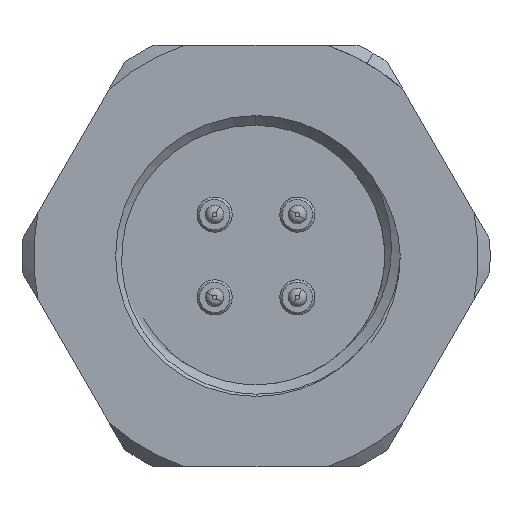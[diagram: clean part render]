
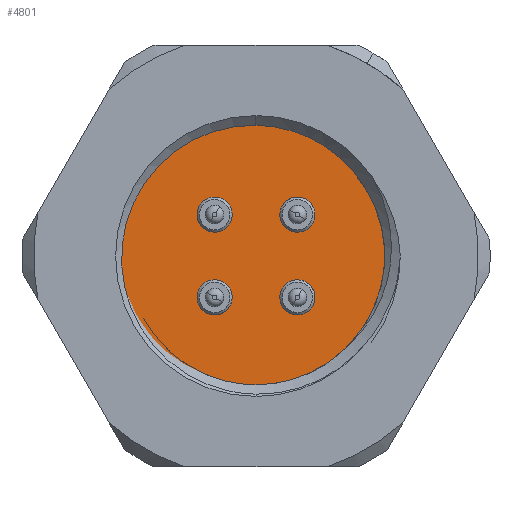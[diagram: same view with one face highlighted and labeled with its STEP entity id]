
A CAD part, left-side view. The second image highlights one B-rep face of the part: STEP entity #4801.
In plain terms, the highlighted face is planar.
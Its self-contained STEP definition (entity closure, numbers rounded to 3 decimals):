
#280 = CARTESIAN_POINT ( 'NONE',  ( 9.5, 1.768, -1.018 ) ) ;
#713 = DIRECTION ( 'NONE',  ( 0., 0., -1. ) ) ;
#805 = AXIS2_PLACEMENT_3D ( 'NONE', #14109, #5453, #3919 ) ;
#1053 = FACE_OUTER_BOUND ( 'NONE', #2905, .T. ) ;
#1158 = CIRCLE ( 'NONE', #805, 0.75 ) ;
#1160 = FACE_BOUND ( 'NONE', #12088, .T. ) ;
#1239 = DIRECTION ( 'NONE',  ( 0., 0., -1. ) ) ;
#1241 = CIRCLE ( 'NONE', #8919, 0.75 ) ;
#1493 = AXIS2_PLACEMENT_3D ( 'NONE', #11765, #15153, #6582 ) ;
#1688 = VERTEX_POINT ( 'NONE', #6690 ) ;
#1853 = EDGE_CURVE ( 'NONE', #1899, #15102, #3036, .T. ) ;
#1883 = CIRCLE ( 'NONE', #16196, 0.75 ) ;
#1899 = VERTEX_POINT ( 'NONE', #5517 ) ;
#2440 = CARTESIAN_POINT ( 'NONE',  ( 9.5, 1.768, -1.768 ) ) ;
#2471 = PLANE ( 'NONE',  #21399 ) ;
#2765 = EDGE_CURVE ( 'NONE', #19723, #5658, #7896, .T. ) ;
#2905 = EDGE_LOOP ( 'NONE', ( #3548, #17207 ) ) ;
#3012 = DIRECTION ( 'NONE',  ( 1., 0., 0. ) ) ;
#3036 = CIRCLE ( 'NONE', #20178, 0.75 ) ;
#3193 = DIRECTION ( 'NONE',  ( 0., 0., -1. ) ) ;
#3223 = AXIS2_PLACEMENT_3D ( 'NONE', #20424, #5536, #12224 ) ;
#3238 = CIRCLE ( 'NONE', #6730, 6. ) ;
#3548 = ORIENTED_EDGE ( 'NONE', *, *, #17138, .T. ) ;
#3661 = DIRECTION ( 'NONE',  ( 1., 0., 0. ) ) ;
#3772 = DIRECTION ( 'NONE',  ( 0., 0., -1. ) ) ;
#3919 = DIRECTION ( 'NONE',  ( 0., 0., -1. ) ) ;
#4120 = FACE_BOUND ( 'NONE', #5604, .T. ) ;
#4517 = EDGE_CURVE ( 'NONE', #13120, #21488, #5334, .T. ) ;
#4801 = ADVANCED_FACE ( 'NONE', ( #9454, #5753, #4120, #1160, #1053 ), #2471, .F. ) ;
#5334 = CIRCLE ( 'NONE', #3223, 0.75 ) ;
#5453 = DIRECTION ( 'NONE',  ( 1., 0., 0. ) ) ;
#5517 = CARTESIAN_POINT ( 'NONE',  ( 9.5, 1.768, 2.518 ) ) ;
#5536 = DIRECTION ( 'NONE',  ( 1., 0., 0. ) ) ;
#5604 = EDGE_LOOP ( 'NONE', ( #20456, #19508 ) ) ;
#5658 = VERTEX_POINT ( 'NONE', #19919 ) ;
#5753 = FACE_BOUND ( 'NONE', #15120, .T. ) ;
#6276 = CARTESIAN_POINT ( 'NONE',  ( 9.5, -1.768, -2.518 ) ) ;
#6582 = DIRECTION ( 'NONE',  ( 0., 0., -1. ) ) ;
#6690 = CARTESIAN_POINT ( 'NONE',  ( 9.5, 0., 6. ) ) ;
#6722 = AXIS2_PLACEMENT_3D ( 'NONE', #19540, #3012, #21297 ) ;
#6730 = AXIS2_PLACEMENT_3D ( 'NONE', #11415, #9528, #1239 ) ;
#6945 = ORIENTED_EDGE ( 'NONE', *, *, #16888, .F. ) ;
#6994 = EDGE_CURVE ( 'NONE', #1688, #15599, #3238, .T. ) ;
#7030 = CARTESIAN_POINT ( 'NONE',  ( 9.5, 1.768, 1.768 ) ) ;
#7337 = VERTEX_POINT ( 'NONE', #18221 ) ;
#7606 = CARTESIAN_POINT ( 'NONE',  ( 9.5, 4.5, 0. ) ) ;
#7896 = CIRCLE ( 'NONE', #21190, 0.75 ) ;
#8568 = VERTEX_POINT ( 'NONE', #280 ) ;
#8888 = DIRECTION ( 'NONE',  ( 1., 0., 0. ) ) ;
#8890 = ORIENTED_EDGE ( 'NONE', *, *, #4517, .F. ) ;
#8919 = AXIS2_PLACEMENT_3D ( 'NONE', #16129, #13064, #18100 ) ;
#9208 = ORIENTED_EDGE ( 'NONE', *, *, #17500, .F. ) ;
#9454 = FACE_BOUND ( 'NONE', #20258, .T. ) ;
#9528 = DIRECTION ( 'NONE',  ( 1., 0., 0. ) ) ;
#9621 = AXIS2_PLACEMENT_3D ( 'NONE', #14154, #8888, #713 ) ;
#10622 = CARTESIAN_POINT ( 'NONE',  ( 9.5, 0., -6. ) ) ;
#11415 = CARTESIAN_POINT ( 'NONE',  ( 9.5, 0., 0. ) ) ;
#11755 = CIRCLE ( 'NONE', #9621, 0.75 ) ;
#11765 = CARTESIAN_POINT ( 'NONE',  ( 9.5, 1.768, -1.768 ) ) ;
#11826 = CARTESIAN_POINT ( 'NONE',  ( 9.5, -1.768, 2.518 ) ) ;
#11904 = CARTESIAN_POINT ( 'NONE',  ( 9.5, 1.768, 1.018 ) ) ;
#12088 = EDGE_LOOP ( 'NONE', ( #19269, #9208 ) ) ;
#12115 = CARTESIAN_POINT ( 'NONE',  ( 9.5, -1.768, 1.018 ) ) ;
#12195 = EDGE_CURVE ( 'NONE', #21488, #13120, #1241, .T. ) ;
#12224 = DIRECTION ( 'NONE',  ( 0., 0., -1. ) ) ;
#12550 = EDGE_CURVE ( 'NONE', #5658, #19723, #11755, .T. ) ;
#13064 = DIRECTION ( 'NONE',  ( 1., 0., 0. ) ) ;
#13120 = VERTEX_POINT ( 'NONE', #11826 ) ;
#13580 = ORIENTED_EDGE ( 'NONE', *, *, #1853, .F. ) ;
#14095 = CIRCLE ( 'NONE', #6722, 6. ) ;
#14109 = CARTESIAN_POINT ( 'NONE',  ( 9.5, 1.768, 1.768 ) ) ;
#14154 = CARTESIAN_POINT ( 'NONE',  ( 9.5, -1.768, -1.768 ) ) ;
#14399 = DIRECTION ( 'NONE',  ( -1., 0., 0. ) ) ;
#14789 = EDGE_CURVE ( 'NONE', #7337, #8568, #1883, .T. ) ;
#15102 = VERTEX_POINT ( 'NONE', #11904 ) ;
#15107 = ORIENTED_EDGE ( 'NONE', *, *, #12195, .F. ) ;
#15120 = EDGE_LOOP ( 'NONE', ( #15107, #8890 ) ) ;
#15153 = DIRECTION ( 'NONE',  ( 1., 0., 0. ) ) ;
#15599 = VERTEX_POINT ( 'NONE', #10622 ) ;
#15841 = CIRCLE ( 'NONE', #1493, 0.75 ) ;
#15844 = DIRECTION ( 'NONE',  ( 0., 0., 1. ) ) ;
#16129 = CARTESIAN_POINT ( 'NONE',  ( 9.5, -1.768, 1.768 ) ) ;
#16196 = AXIS2_PLACEMENT_3D ( 'NONE', #2440, #18878, #20299 ) ;
#16888 = EDGE_CURVE ( 'NONE', #15102, #1899, #1158, .T. ) ;
#17138 = EDGE_CURVE ( 'NONE', #15599, #1688, #14095, .T. ) ;
#17207 = ORIENTED_EDGE ( 'NONE', *, *, #6994, .T. ) ;
#17500 = EDGE_CURVE ( 'NONE', #8568, #7337, #15841, .T. ) ;
#17777 = DIRECTION ( 'NONE',  ( 1., 0., 0. ) ) ;
#18100 = DIRECTION ( 'NONE',  ( 0., 0., -1. ) ) ;
#18221 = CARTESIAN_POINT ( 'NONE',  ( 9.5, 1.768, -2.518 ) ) ;
#18878 = DIRECTION ( 'NONE',  ( 1., 0., 0. ) ) ;
#19269 = ORIENTED_EDGE ( 'NONE', *, *, #14789, .F. ) ;
#19508 = ORIENTED_EDGE ( 'NONE', *, *, #12550, .F. ) ;
#19540 = CARTESIAN_POINT ( 'NONE',  ( 9.5, 0., 0. ) ) ;
#19723 = VERTEX_POINT ( 'NONE', #6276 ) ;
#19727 = CARTESIAN_POINT ( 'NONE',  ( 9.5, -1.768, -1.768 ) ) ;
#19919 = CARTESIAN_POINT ( 'NONE',  ( 9.5, -1.768, -1.018 ) ) ;
#20178 = AXIS2_PLACEMENT_3D ( 'NONE', #7030, #3661, #3772 ) ;
#20258 = EDGE_LOOP ( 'NONE', ( #6945, #13580 ) ) ;
#20299 = DIRECTION ( 'NONE',  ( 0., 0., -1. ) ) ;
#20424 = CARTESIAN_POINT ( 'NONE',  ( 9.5, -1.768, 1.768 ) ) ;
#20456 = ORIENTED_EDGE ( 'NONE', *, *, #2765, .F. ) ;
#21190 = AXIS2_PLACEMENT_3D ( 'NONE', #19727, #17777, #3193 ) ;
#21297 = DIRECTION ( 'NONE',  ( 0., 0., -1. ) ) ;
#21399 = AXIS2_PLACEMENT_3D ( 'NONE', #7606, #14399, #15844 ) ;
#21488 = VERTEX_POINT ( 'NONE', #12115 ) ;
